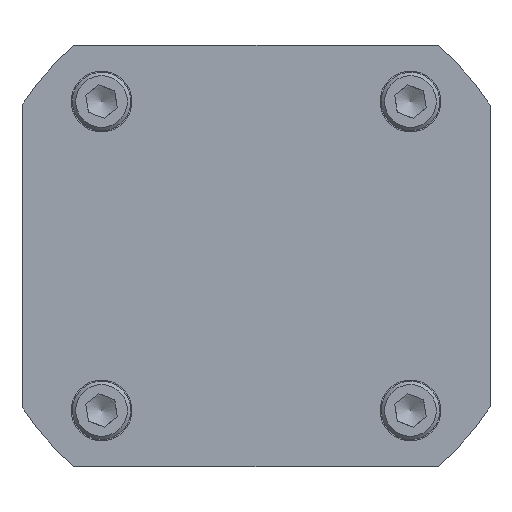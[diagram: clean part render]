
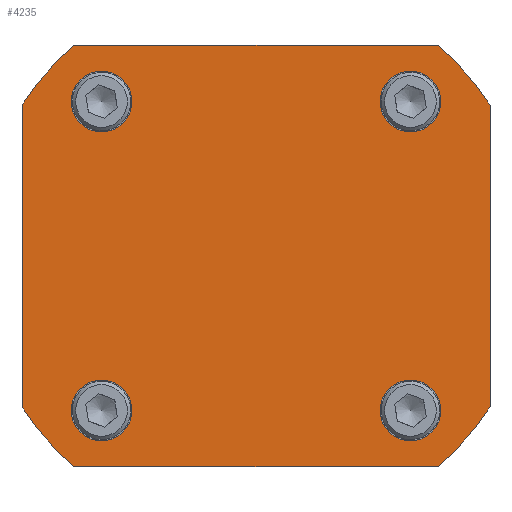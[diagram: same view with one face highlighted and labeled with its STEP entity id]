
A CAD part, front view. The second image highlights one B-rep face of the part: STEP entity #4235.
In plain terms, the highlighted planar face has unit normal (0, -1, 0).
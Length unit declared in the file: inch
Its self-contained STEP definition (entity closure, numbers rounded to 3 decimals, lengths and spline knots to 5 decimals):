
#3731=CARTESIAN_POINT('',(0.97316,0.0,-1.125));
#3732=VERTEX_POINT('',#3731);
#3739=CARTESIAN_POINT('',(-0.97316,0.0,-1.125));
#3740=VERTEX_POINT('',#3739);
#3741=CARTESIAN_POINT('',(-0.97316,0.0,-1.125));
#3742=DIRECTION('',(1.0,0.0,0.0));
#3743=VECTOR('',#3742,1.94631);
#3744=LINE('',#3741,#3743);
#3745=EDGE_CURVE('',#3740,#3732,#3744,.T.);
#3805=CARTESIAN_POINT('',(-1.25,0.0,-0.80632));
#3806=VERTEX_POINT('',#3805);
#3813=CARTESIAN_POINT('',(-1.25,0.0,0.80632));
#3814=VERTEX_POINT('',#3813);
#3815=CARTESIAN_POINT('',(-1.25,0.0,0.80632));
#3816=DIRECTION('',(0.0,0.0,-1.0));
#3817=VECTOR('',#3816,1.61265);
#3818=LINE('',#3815,#3817);
#3819=EDGE_CURVE('',#3814,#3806,#3818,.T.);
#3887=CARTESIAN_POINT('',(1.25,0.0,0.80632));
#3888=VERTEX_POINT('',#3887);
#3895=CARTESIAN_POINT('',(1.25,0.0,-0.80632));
#3896=VERTEX_POINT('',#3895);
#3897=CARTESIAN_POINT('',(1.25,0.0,-0.80632));
#3898=DIRECTION('',(0.0,0.0,1.0));
#3899=VECTOR('',#3898,1.61265);
#3900=LINE('',#3897,#3899);
#3901=EDGE_CURVE('',#3896,#3888,#3900,.T.);
#3951=CARTESIAN_POINT('',(-0.825,0.0,0.6625));
#3952=VERTEX_POINT('',#3951);
#3953=CARTESIAN_POINT('',(-0.825,0.0,0.825));
#3954=DIRECTION('',(0.0,1.0,0.0));
#3955=DIRECTION('',(0.0,0.0,-1.0));
#3956=AXIS2_PLACEMENT_3D('',#3953,#3954,#3955);
#3957=CIRCLE('',#3956,0.1625);
#3958=EDGE_CURVE('',#3952,#3952,#3957,.T.);
#3992=CARTESIAN_POINT('',(-0.6625,0.0,-0.825));
#3993=VERTEX_POINT('',#3992);
#3994=CARTESIAN_POINT('',(-0.825,0.0,-0.825));
#3995=DIRECTION('',(0.0,1.0,0.0));
#3996=DIRECTION('',(1.0,0.0,0.0));
#3997=AXIS2_PLACEMENT_3D('',#3994,#3995,#3996);
#3998=CIRCLE('',#3997,0.1625);
#3999=EDGE_CURVE('',#3993,#3993,#3998,.T.);
#4041=CARTESIAN_POINT('',(0.825,0.0,-0.6625));
#4042=VERTEX_POINT('',#4041);
#4043=CARTESIAN_POINT('',(0.825,0.0,-0.825));
#4044=DIRECTION('',(0.0,1.0,0.0));
#4045=DIRECTION('',(0.0,0.0,1.0));
#4046=AXIS2_PLACEMENT_3D('',#4043,#4044,#4045);
#4047=CIRCLE('',#4046,0.1625);
#4048=EDGE_CURVE('',#4042,#4042,#4047,.T.);
#4090=CARTESIAN_POINT('',(0.6625,0.0,0.825));
#4091=VERTEX_POINT('',#4090);
#4092=CARTESIAN_POINT('',(0.825,0.0,0.825));
#4093=DIRECTION('',(0.0,1.0,0.0));
#4094=DIRECTION('',(-1.0,0.0,0.0));
#4095=AXIS2_PLACEMENT_3D('',#4092,#4093,#4094);
#4096=CIRCLE('',#4095,0.1625);
#4097=EDGE_CURVE('',#4091,#4091,#4096,.T.);
#4110=CARTESIAN_POINT('',(0.97316,0.0,1.125));
#4111=VERTEX_POINT('',#4110);
#4118=CARTESIAN_POINT('',(0.0,0.0,0.0));
#4119=DIRECTION('',(0.0,-1.,0.0));
#4120=DIRECTION('',(-0.654,0.0,-0.756));
#4121=AXIS2_PLACEMENT_3D('',#4118,#4119,#4120);
#4122=CIRCLE('',#4121,1.4875);
#4123=EDGE_CURVE('',#3888,#4111,#4122,.T.);
#4135=CARTESIAN_POINT('',(-0.97316,0.0,1.125));
#4136=VERTEX_POINT('',#4135);
#4143=CARTESIAN_POINT('',(0.97316,0.0,1.125));
#4144=DIRECTION('',(-1.0,0.0,0.0));
#4145=VECTOR('',#4144,1.94631);
#4146=LINE('',#4143,#4145);
#4147=EDGE_CURVE('',#4111,#4136,#4146,.T.);
#4160=CARTESIAN_POINT('',(0.0,0.0,0.0));
#4161=DIRECTION('',(0.0,-1.0,0.0));
#4162=DIRECTION('',(0.84,0.0,-0.542));
#4163=AXIS2_PLACEMENT_3D('',#4160,#4161,#4162);
#4164=CIRCLE('',#4163,1.4875);
#4165=EDGE_CURVE('',#4136,#3814,#4164,.T.);
#4178=CARTESIAN_POINT('',(0.0,0.0,0.0));
#4179=DIRECTION('',(0.0,-1.,0.0));
#4180=DIRECTION('',(0.654,0.0,0.756));
#4181=AXIS2_PLACEMENT_3D('',#4178,#4179,#4180);
#4182=CIRCLE('',#4181,1.4875);
#4183=EDGE_CURVE('',#3806,#3740,#4182,.T.);
#4196=CARTESIAN_POINT('',(0.0,0.0,0.0));
#4197=DIRECTION('',(0.0,-1.0,0.0));
#4198=DIRECTION('',(-0.84,0.0,0.542));
#4199=AXIS2_PLACEMENT_3D('',#4196,#4197,#4198);
#4200=CIRCLE('',#4199,1.4875);
#4201=EDGE_CURVE('',#3732,#3896,#4200,.T.);
#4208=CARTESIAN_POINT('',(0.,0.0,0.));
#4209=DIRECTION('',(0.0,1.0,0.0));
#4210=DIRECTION('',(0.0,0.0,-1.0));
#4211=AXIS2_PLACEMENT_3D('',#4208,#4209,#4210);
#4212=PLANE('',#4211);
#4213=ORIENTED_EDGE('',*,*,#3901,.T.);
#4214=ORIENTED_EDGE('',*,*,#4123,.T.);
#4215=ORIENTED_EDGE('',*,*,#4147,.T.);
#4216=ORIENTED_EDGE('',*,*,#4165,.T.);
#4217=ORIENTED_EDGE('',*,*,#3819,.T.);
#4218=ORIENTED_EDGE('',*,*,#4183,.T.);
#4219=ORIENTED_EDGE('',*,*,#3745,.T.);
#4220=ORIENTED_EDGE('',*,*,#4201,.T.);
#4221=EDGE_LOOP('',(#4213,#4214,#4215,#4216,#4217,#4218,#4219,#4220));
#4222=FACE_OUTER_BOUND('',#4221,.T.);
#4223=ORIENTED_EDGE('',*,*,#3958,.T.);
#4224=EDGE_LOOP('',(#4223));
#4225=FACE_BOUND('',#4224,.T.);
#4226=ORIENTED_EDGE('',*,*,#3999,.T.);
#4227=EDGE_LOOP('',(#4226));
#4228=FACE_BOUND('',#4227,.T.);
#4229=ORIENTED_EDGE('',*,*,#4048,.T.);
#4230=EDGE_LOOP('',(#4229));
#4231=FACE_BOUND('',#4230,.T.);
#4232=ORIENTED_EDGE('',*,*,#4097,.T.);
#4233=EDGE_LOOP('',(#4232));
#4234=FACE_BOUND('',#4233,.T.);
#4235=ADVANCED_FACE('',(#4222,#4225,#4228,#4231,#4234),#4212,.F.);
